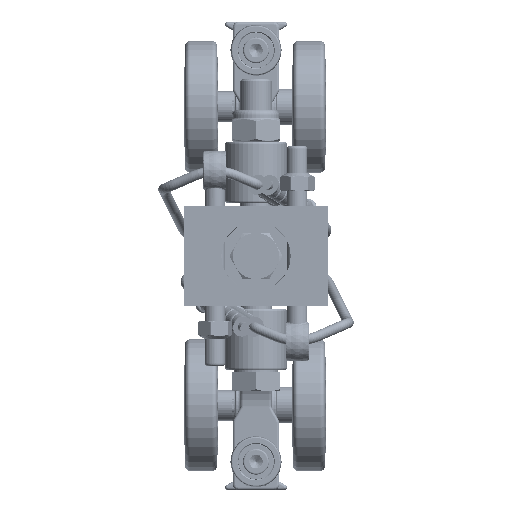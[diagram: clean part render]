
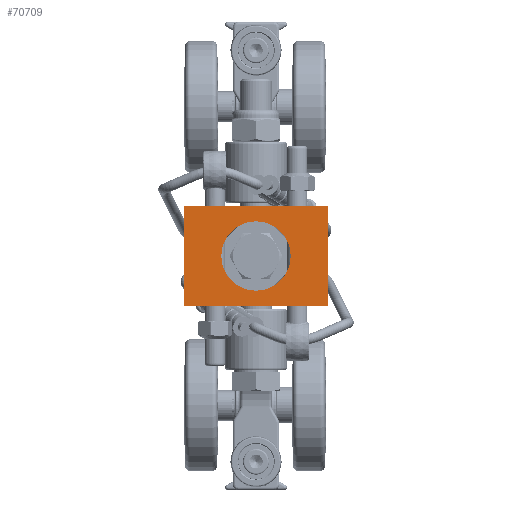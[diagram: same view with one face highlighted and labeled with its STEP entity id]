
A CAD part, front view. The second image highlights one B-rep face of the part: STEP entity #70709.
In plain terms, the highlighted planar face has unit normal (0, -1, 0).
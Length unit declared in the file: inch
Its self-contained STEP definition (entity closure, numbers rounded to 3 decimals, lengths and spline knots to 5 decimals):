
#70272=CARTESIAN_POINT('',(2.59375,0.0,0.0));
#70273=VERTEX_POINT('',#70272);
#70274=CARTESIAN_POINT('',(1.75,0.0,0.0));
#70275=DIRECTION('',(0.0,1.0,0.0));
#70276=DIRECTION('',(1.0,0.0,0.0));
#70277=AXIS2_PLACEMENT_3D('',#70274,#70275,#70276);
#70278=CIRCLE('',#70277,0.84375);
#70279=EDGE_CURVE('',#70273,#70273,#70278,.T.);
#70567=CARTESIAN_POINT('',(3.5,0.0,-1.21875));
#70568=VERTEX_POINT('',#70567);
#70577=CARTESIAN_POINT('',(0.0,0.0,-1.21875));
#70578=VERTEX_POINT('',#70577);
#70579=CARTESIAN_POINT('',(0.0,0.0,-1.21875));
#70580=DIRECTION('',(1.0,0.0,0.0));
#70581=VECTOR('',#70580,3.5);
#70582=LINE('',#70579,#70581);
#70583=EDGE_CURVE('',#70578,#70568,#70582,.T.);
#70613=CARTESIAN_POINT('',(0.0,0.0,1.21875));
#70614=VERTEX_POINT('',#70613);
#70630=CARTESIAN_POINT('',(0.0,0.0,1.21875));
#70631=DIRECTION('',(0.0,0.0,-1.0));
#70632=VECTOR('',#70631,2.4375);
#70633=LINE('',#70630,#70632);
#70634=EDGE_CURVE('',#70614,#70578,#70633,.T.);
#70671=CARTESIAN_POINT('',(3.5,0.0,1.21875));
#70672=VERTEX_POINT('',#70671);
#70679=CARTESIAN_POINT('',(3.5,0.0,-1.21875));
#70680=DIRECTION('',(0.0,0.0,1.0));
#70681=VECTOR('',#70680,2.4375);
#70682=LINE('',#70679,#70681);
#70683=EDGE_CURVE('',#70568,#70672,#70682,.T.);
#70690=CARTESIAN_POINT('',(3.5,0.0,0.0));
#70691=DIRECTION('',(0.0,-1.0,0.0));
#70692=DIRECTION('',(0.0,0.0,-1.0));
#70693=AXIS2_PLACEMENT_3D('',#70690,#70691,#70692);
#70694=PLANE('',#70693);
#70695=CARTESIAN_POINT('',(3.5,0.0,1.21875));
#70696=DIRECTION('',(-1.0,0.0,0.0));
#70697=VECTOR('',#70696,3.5);
#70698=LINE('',#70695,#70697);
#70699=EDGE_CURVE('',#70672,#70614,#70698,.T.);
#70700=ORIENTED_EDGE('',*,*,#70699,.T.);
#70701=ORIENTED_EDGE('',*,*,#70634,.T.);
#70702=ORIENTED_EDGE('',*,*,#70583,.T.);
#70703=ORIENTED_EDGE('',*,*,#70683,.T.);
#70704=EDGE_LOOP('',(#70700,#70701,#70702,#70703));
#70705=FACE_OUTER_BOUND('',#70704,.T.);
#70706=ORIENTED_EDGE('',*,*,#70279,.T.);
#70707=EDGE_LOOP('',(#70706));
#70708=FACE_BOUND('',#70707,.T.);
#70709=ADVANCED_FACE('',(#70705,#70708),#70694,.T.);
